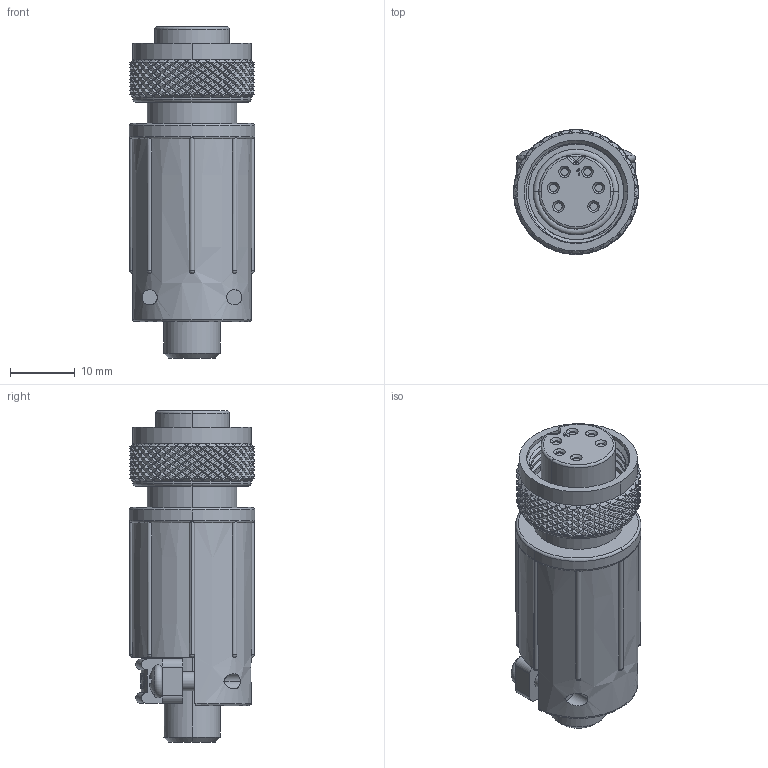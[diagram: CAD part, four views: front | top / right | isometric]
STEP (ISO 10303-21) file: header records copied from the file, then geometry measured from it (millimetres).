
FILE_DESCRIPTION (( 'STEP AP203' ), '1' );
FILE_NAME ('SF6282-6SG-520.STEP', '2015-11-03T17:08:30', ( '' ), ( '' ), 'SwSTEP 2.0', 'SolidWorks 2014', '' );
FILE_SCHEMA (( 'CONFIG_CONTROL_DESIGN' ));
Products named in the file (2): SF6282-6SG-520
Bounding box: 19.38 x 19.38 x 51.38 mm (x, y, z)
Volume: 10705.8 mm3; surface area: 5112 mm2
Topology: 1 solids, 1 shells, 2238 faces, 4791 edges, 2573 vertices
Faces by surface type: bspline 1608, cylinder 450, plane 109, cone 27, sphere 23, torus 21
Entity records: 111337 total; most frequent: CARTESIAN_POINT 79493, ORIENTED_EDGE 9502, EDGE_CURVE 4751, DIRECTION 2936, VERTEX_POINT 2549, EDGE_LOOP 2260, ADVANCED_FACE 2230, FACE_OUTER_BOUND 2230
